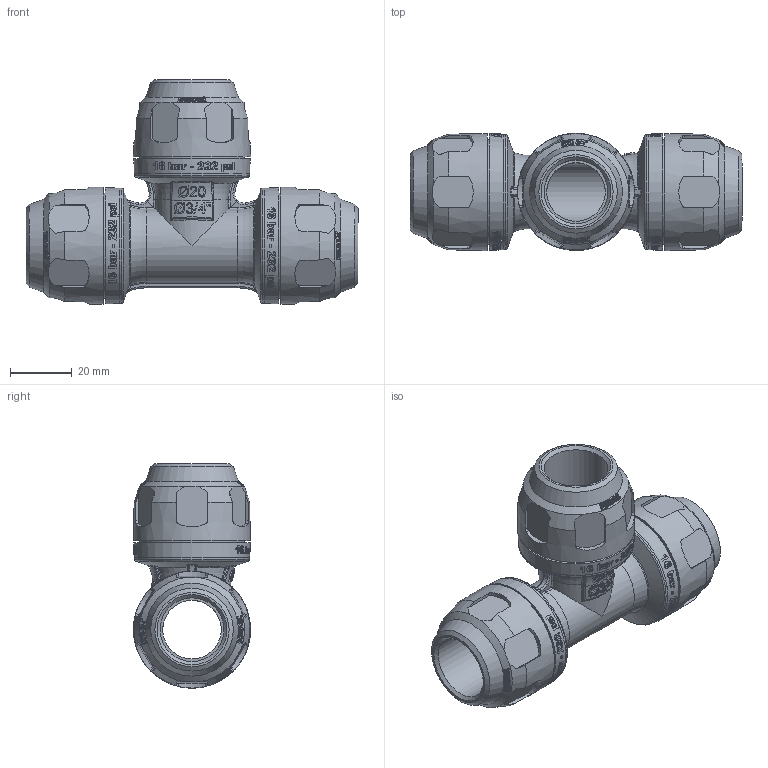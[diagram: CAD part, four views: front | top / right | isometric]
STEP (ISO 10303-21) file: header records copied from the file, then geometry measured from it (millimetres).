
FILE_DESCRIPTION(('STEP AP214'),'1');
FILE_NAME('PPS1_TE20.stp','2020-07-06T07:09:40',(' '),(' '),'Spatial InterOp 3D',' ',' ');
FILE_SCHEMA(('AUTOMOTIVE_DESIGN { 1 0 10303 214 1 1 1 1 }'));
Length unit declared in the file: metre
Products named in the file (1): 1560348201
Bounding box: 107.7 x 38 x 72.85 mm (x, y, z)
Volume: 69358.4 mm3; surface area: 28497.1 mm2
Topology: 1 solids, 1 shells, 2566 faces, 7055 edges, 4642 vertices
Faces by surface type: extrusion 1295, plane 577, cylinder 366, cone 180, bspline 90, torus 42, sphere 16
Full cylindrical faces by diameter (mm): 6 x1, 19 x2, 20.7 x3, 34 x3
Entity records: 123967 total; most frequent: CARTESIAN_POINT 47255, ORIENTED_EDGE 13958, EDGE_CURVE 6979, DIRECTION 6690, B_SPLINE_CURVE_WITH_KNOTS 5723, VERTEX_POINT 4619, VECTOR 3368, EDGE_LOOP 2782
